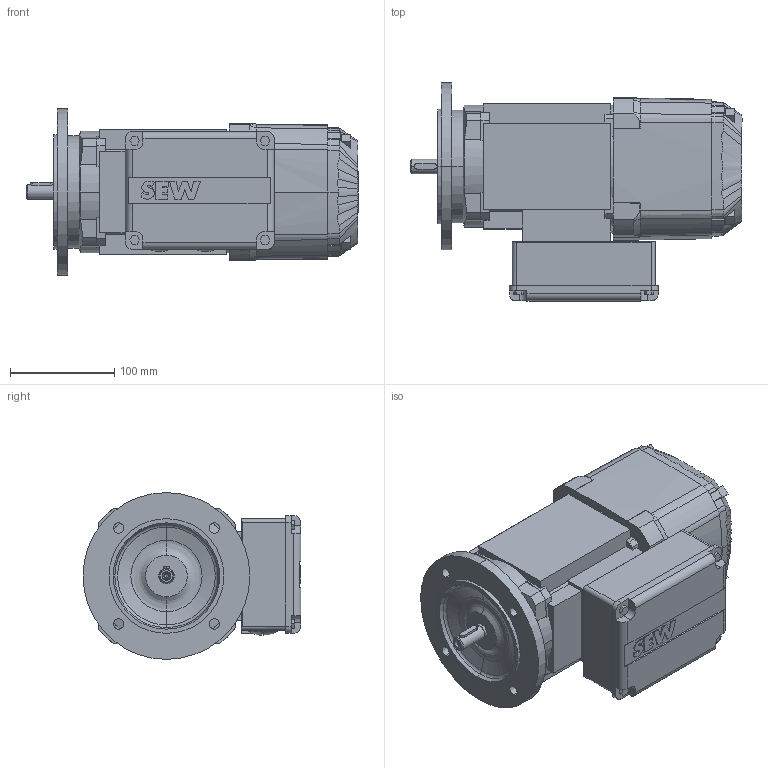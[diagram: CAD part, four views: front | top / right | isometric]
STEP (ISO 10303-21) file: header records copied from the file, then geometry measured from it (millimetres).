
FILE_DESCRIPTION(('STEP AP214'),'1');
FILE_NAME('cctmp_92CA0FE7-3624-40FA-BD60-4A3D2A2A089D_2023_08_01_10_00_12_0785..stp','2023-08-01T08:00:13',('SEW-EURODRIVE GmbH & Co KG'),('CADClick - www.CADClick.com'),'Spatial InterOp 3D postprocessed',' ','unknown authorization');
FILE_SCHEMA(('AUTOMOTIVE_DESIGN'));
Length unit declared in the file: millimetre
Products named in the file (1): 2023_08_01_10_00_12_0785
Bounding box: 318.4 x 209 x 160 mm (x, y, z)
Volume: 4999228.1 mm3; surface area: 243866.3 mm2
Topology: 1 solids, 3 shells, 526 faces, 1414 edges, 916 vertices
Faces by surface type: plane 222, cylinder 179, cone 80, bspline 33, sphere 6, torus 6
Entity records: 21012 total; most frequent: CARTESIAN_POINT 6275, ORIENTED_EDGE 2820, DIRECTION 2737, EDGE_CURVE 1410, AXIS2_PLACEMENT_3D 1000, VERTEX_POINT 916, LINE 737, VECTOR 737
